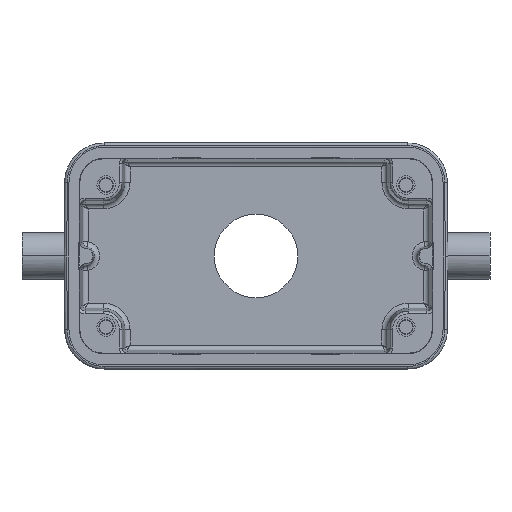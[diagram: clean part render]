
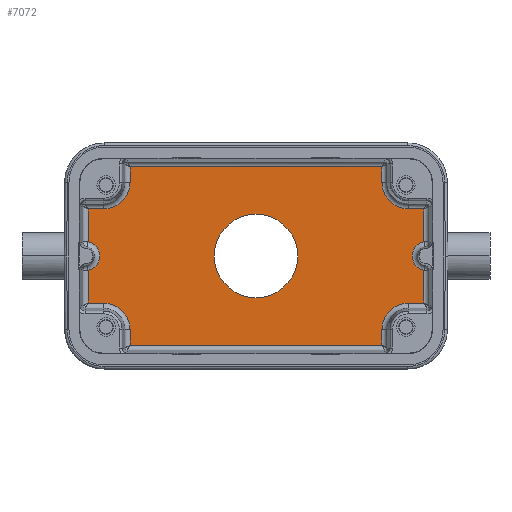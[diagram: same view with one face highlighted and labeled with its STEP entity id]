
A CAD part, front view. The second image highlights one B-rep face of the part: STEP entity #7072.
In plain terms, the highlighted planar face has unit normal (0, -1, 0).
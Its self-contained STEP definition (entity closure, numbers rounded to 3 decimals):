
#787=CARTESIAN_POINT('',(32.5,19.35,0.));
#788=DIRECTION('',(0.,-1.,0.));
#789=DIRECTION('',(-0.2,0.,0.98));
#790=AXIS2_PLACEMENT_3D('',#787,#788,#789);
#792=CARTESIAN_POINT('',(29.,19.35,-14.));
#793=DIRECTION('',(0.,-1.,0.));
#794=DIRECTION('',(0.,0.,1.));
#795=AXIS2_PLACEMENT_3D('',#792,#793,#794);
#797=CARTESIAN_POINT('',(-29.,19.35,-14.));
#798=DIRECTION('',(0.,-1.,0.));
#799=DIRECTION('',(1.,0.,0.));
#800=AXIS2_PLACEMENT_3D('',#797,#798,#799);
#802=CARTESIAN_POINT('',(-32.5,19.35,0.));
#803=DIRECTION('',(0.,-1.,0.));
#804=DIRECTION('',(0.2,0.,-0.98));
#805=AXIS2_PLACEMENT_3D('',#802,#803,#804);
#807=CARTESIAN_POINT('',(-29.,19.35,14.));
#808=DIRECTION('',(0.,-1.,0.));
#809=DIRECTION('',(0.,0.,-1.));
#810=AXIS2_PLACEMENT_3D('',#807,#808,#809);
#812=CARTESIAN_POINT('',(29.,19.35,14.));
#813=DIRECTION('',(0.,-1.,0.));
#814=DIRECTION('',(-1.,0.,0.));
#815=AXIS2_PLACEMENT_3D('',#812,#813,#814);
#817=CARTESIAN_POINT('',(0.,19.35,0.));
#818=DIRECTION('',(0.,-1.,0.));
#819=DIRECTION('',(-1.,0.,0.));
#820=AXIS2_PLACEMENT_3D('',#817,#818,#819);
#822=CARTESIAN_POINT('',(0.,19.35,0.));
#823=DIRECTION('',(0.,-1.,0.));
#824=DIRECTION('',(1.,0.,0.));
#825=AXIS2_PLACEMENT_3D('',#822,#823,#824);
#831=DIRECTION('',(0.,0.,1.));
#832=VECTOR('',#831,6.23);
#833=CARTESIAN_POINT('',(31.947,19.35,2.717));
#834=LINE('',#833,#832);
#1423=DIRECTION('',(0.,0.,-1.));
#1424=VECTOR('',#1423,2.946);
#1425=CARTESIAN_POINT('',(-23.946,19.35,
-14.));
#1426=LINE('',#1425,#1424);
#1468=DIRECTION('',(1.,0.,0.));
#1469=VECTOR('',#1468,2.946);
#1470=CARTESIAN_POINT('',(-31.946,19.35,
-8.946));
#1471=LINE('',#1470,#1469);
#1476=DIRECTION('',(0.,0.,-1.));
#1477=VECTOR('',#1476,6.23);
#1478=CARTESIAN_POINT('',(-31.947,19.35,
-2.717));
#1479=LINE('',#1478,#1477);
#1573=DIRECTION('',(0.,0.,-1.));
#1574=VECTOR('',#1573,6.23);
#1575=CARTESIAN_POINT('',(-31.946,19.35,8.946));
#1576=LINE('',#1575,#1574);
#1590=DIRECTION('',(-1.,0.,0.));
#1591=VECTOR('',#1590,2.946);
#1592=CARTESIAN_POINT('',(-29.,19.35,8.947));
#1593=LINE('',#1592,#1591);
#1635=DIRECTION('',(0.,0.,-1.));
#1636=VECTOR('',#1635,2.946);
#1637=CARTESIAN_POINT('',(-23.946,19.35,16.946));
#1638=LINE('',#1637,#1636);
#1639=DIRECTION('',(-1.,0.,0.));
#1640=VECTOR('',#1639,47.893);
#1641=CARTESIAN_POINT('',(23.946,19.35,16.946));
#1642=LINE('',#1641,#1640);
#1665=DIRECTION('',(0.,0.,1.));
#1666=VECTOR('',#1665,2.946);
#1667=CARTESIAN_POINT('',(23.946,19.35,14.));
#1668=LINE('',#1667,#1666);
#1710=DIRECTION('',(-1.,0.,0.));
#1711=VECTOR('',#1710,2.946);
#1712=CARTESIAN_POINT('',(31.946,19.35,8.946));
#1713=LINE('',#1712,#1711);
#1714=DIRECTION('',(1.,0.,0.));
#1715=VECTOR('',#1714,47.893);
#1716=CARTESIAN_POINT('',(-23.946,19.35,
-16.946));
#1717=LINE('',#1716,#1715);
#1753=DIRECTION('',(0.,0.,1.));
#1754=VECTOR('',#1753,2.946);
#1755=CARTESIAN_POINT('',(23.946,19.35,-16.946));
#1756=LINE('',#1755,#1754);
#2674=DIRECTION('',(0.,0.,1.));
#2675=VECTOR('',#2674,6.23);
#2676=CARTESIAN_POINT('',(31.946,19.35,-8.946));
#2677=LINE('',#2676,#2675);
#2775=DIRECTION('',(1.,0.,0.));
#2776=VECTOR('',#2775,2.946);
#2777=CARTESIAN_POINT('',(29.,19.35,-8.947));
#2778=LINE('',#2777,#2776);
#5107=CARTESIAN_POINT('',(31.946,19.35,2.717));
#5108=VERTEX_POINT('',#5107);
#5109=CARTESIAN_POINT('',(31.946,19.35,8.946));
#5110=VERTEX_POINT('',#5109);
#5114=CARTESIAN_POINT('',(31.947,19.35,-2.717));
#5116=VERTEX_POINT('',#5114);
#5121=CARTESIAN_POINT('',(31.946,19.35,-8.946));
#5122=VERTEX_POINT('',#5121);
#5125=CARTESIAN_POINT('',(29.,19.35,-8.947));
#5126=VERTEX_POINT('',#5125);
#5127=CARTESIAN_POINT('',(23.947,19.35,-14.001));
#5128=VERTEX_POINT('',#5127);
#5129=CARTESIAN_POINT('',(23.946,19.35,-16.946));
#5130=VERTEX_POINT('',#5129);
#5131=CARTESIAN_POINT('',(-23.946,19.35,
-16.946));
#5132=VERTEX_POINT('',#5131);
#5133=CARTESIAN_POINT('',(-23.946,19.35,
-14.));
#5134=VERTEX_POINT('',#5133);
#5135=CARTESIAN_POINT('',(-29.001,19.35,-8.947));
#5136=VERTEX_POINT('',#5135);
#5137=CARTESIAN_POINT('',(-31.946,19.35,
-8.946));
#5138=VERTEX_POINT('',#5137);
#5139=CARTESIAN_POINT('',(-31.947,19.35,
-2.717));
#5140=VERTEX_POINT('',#5139);
#5141=CARTESIAN_POINT('',(-31.946,19.35,2.716));
#5142=VERTEX_POINT('',#5141);
#5143=CARTESIAN_POINT('',(-31.946,19.35,8.946));
#5144=VERTEX_POINT('',#5143);
#5145=CARTESIAN_POINT('',(-29.,19.35,8.947));
#5146=VERTEX_POINT('',#5145);
#5147=CARTESIAN_POINT('',(-23.947,19.35,14.001));
#5148=VERTEX_POINT('',#5147);
#5149=CARTESIAN_POINT('',(-23.946,19.35,16.946));
#5150=VERTEX_POINT('',#5149);
#5151=CARTESIAN_POINT('',(23.946,19.35,16.946));
#5152=VERTEX_POINT('',#5151);
#5153=CARTESIAN_POINT('',(23.946,19.35,14.));
#5154=VERTEX_POINT('',#5153);
#5155=CARTESIAN_POINT('',(29.001,19.35,8.947));
#5156=VERTEX_POINT('',#5155);
#5157=CARTESIAN_POINT('',(-7.95,19.35,0.));
#5158=CARTESIAN_POINT('',(7.95,19.35,0.));
#5159=VERTEX_POINT('',#5157);
#5160=VERTEX_POINT('',#5158);
#7021=CARTESIAN_POINT('',(0.,19.35,-21.5));
#7022=DIRECTION('',(0.,-1.,0.));
#7023=DIRECTION('',(0.,0.,-1.));
#7024=AXIS2_PLACEMENT_3D('',#7021,#7022,#7023);
#7025=PLANE('',#7024);
#7027=ORIENTED_EDGE('',*,*,#7026,.F.);
#7029=ORIENTED_EDGE('',*,*,#7028,.T.);
#7031=ORIENTED_EDGE('',*,*,#7030,.F.);
#7033=ORIENTED_EDGE('',*,*,#7032,.F.);
#7035=ORIENTED_EDGE('',*,*,#7034,.T.);
#7037=ORIENTED_EDGE('',*,*,#7036,.F.);
#7039=ORIENTED_EDGE('',*,*,#7038,.F.);
#7041=ORIENTED_EDGE('',*,*,#7040,.F.);
#7043=ORIENTED_EDGE('',*,*,#7042,.T.);
#7045=ORIENTED_EDGE('',*,*,#7044,.F.);
#7047=ORIENTED_EDGE('',*,*,#7046,.F.);
#7049=ORIENTED_EDGE('',*,*,#7048,.T.);
#7051=ORIENTED_EDGE('',*,*,#7050,.F.);
#7053=ORIENTED_EDGE('',*,*,#7052,.F.);
#7055=ORIENTED_EDGE('',*,*,#7054,.T.);
#7057=ORIENTED_EDGE('',*,*,#7056,.F.);
#7059=ORIENTED_EDGE('',*,*,#7058,.F.);
#7061=ORIENTED_EDGE('',*,*,#7060,.F.);
#7063=ORIENTED_EDGE('',*,*,#7062,.T.);
#7065=ORIENTED_EDGE('',*,*,#7064,.F.);
#7066=EDGE_LOOP('',(#7027,#7029,#7031,#7033,#7035,#7037,#7039,#7041,#7043,#7045,
#7047,#7049,#7051,#7053,#7055,#7057,#7059,#7061,#7063,#7065));
#7067=FACE_OUTER_BOUND('',#7066,.F.);
#7068=ORIENTED_EDGE('',*,*,#7001,.T.);
#7069=ORIENTED_EDGE('',*,*,#7015,.T.);
#7070=EDGE_LOOP('',(#7068,#7069));
#7071=FACE_BOUND('',#7070,.F.);
#791=CIRCLE('',#790,2.772);
#796=CIRCLE('',#795,5.053);
#801=CIRCLE('',#800,5.053);
#806=CIRCLE('',#805,2.772);
#811=CIRCLE('',#810,5.053);
#816=CIRCLE('',#815,5.053);
#821=CIRCLE('',#820,7.95);
#826=CIRCLE('',#825,7.95);
#7001=EDGE_CURVE('',#5159,#5160,#821,.T.);
#7015=EDGE_CURVE('',#5160,#5159,#826,.T.);
#7026=EDGE_CURVE('',#5108,#5110,#834,.T.);
#7028=EDGE_CURVE('',#5108,#5116,#791,.T.);
#7030=EDGE_CURVE('',#5122,#5116,#2677,.T.);
#7032=EDGE_CURVE('',#5126,#5122,#2778,.T.);
#7034=EDGE_CURVE('',#5126,#5128,#796,.T.);
#7036=EDGE_CURVE('',#5130,#5128,#1756,.T.);
#7038=EDGE_CURVE('',#5132,#5130,#1717,.T.);
#7040=EDGE_CURVE('',#5134,#5132,#1426,.T.);
#7042=EDGE_CURVE('',#5134,#5136,#801,.T.);
#7044=EDGE_CURVE('',#5138,#5136,#1471,.T.);
#7046=EDGE_CURVE('',#5140,#5138,#1479,.T.);
#7048=EDGE_CURVE('',#5140,#5142,#806,.T.);
#7050=EDGE_CURVE('',#5144,#5142,#1576,.T.);
#7052=EDGE_CURVE('',#5146,#5144,#1593,.T.);
#7054=EDGE_CURVE('',#5146,#5148,#811,.T.);
#7056=EDGE_CURVE('',#5150,#5148,#1638,.T.);
#7058=EDGE_CURVE('',#5152,#5150,#1642,.T.);
#7060=EDGE_CURVE('',#5154,#5152,#1668,.T.);
#7062=EDGE_CURVE('',#5154,#5156,#816,.T.);
#7064=EDGE_CURVE('',#5110,#5156,#1713,.T.);
#7072=ADVANCED_FACE('',(#7067,#7071),#7025,.T.);
